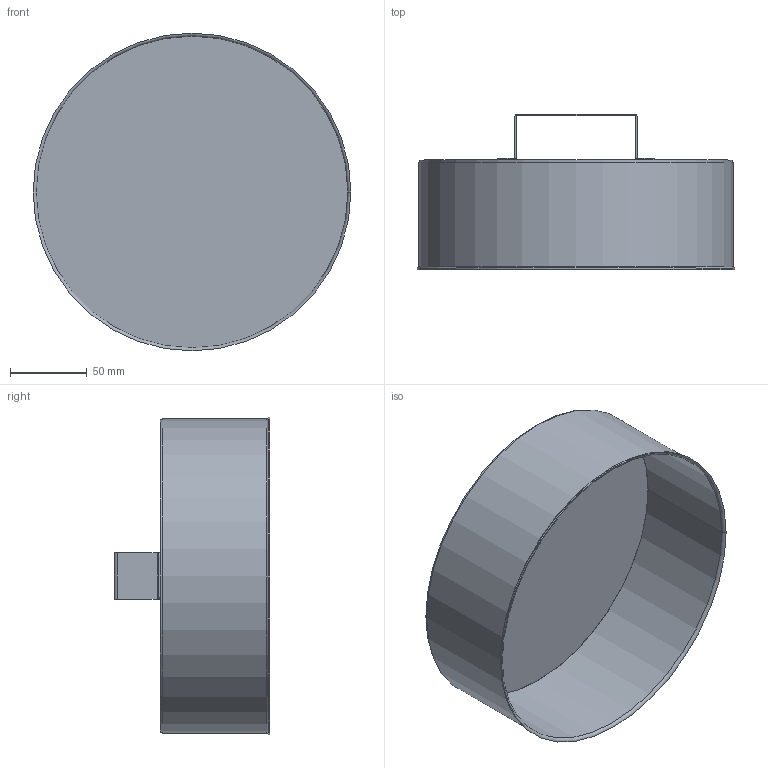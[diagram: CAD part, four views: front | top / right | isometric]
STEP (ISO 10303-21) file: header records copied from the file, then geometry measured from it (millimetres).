
FILE_DESCRIPTION(/* description */ ('Rondell'),/* implementation_level */ '2;1');
FILE_NAME(/* name */ 'HÄLMHH-3.stp',/* time_stamp */ '2016-04-29T08:21:06+02:00',/* author */ ('John'),/* organization */ (''),/* preprocessor_version */ 'ST-DEVELOPER v15.6',/* originating_system */ 'Autodesk Inventor 2015',/* authorisation */ '');
FILE_SCHEMA (('AUTOMOTIVE_DESIGN { 1 0 10303 214 3 1 1 }'));
Length unit declared in the file: millimetre
Products named in the file (4): HÄLMHH-AA-3; HÄLMHH-AB-3; HÄLHH-AC; HÄLMHH-3
Bounding box: 207.2 x 101.5 x 207.2 mm (x, y, z)
Volume: 98601.3 mm3; surface area: 167473.5 mm2
Topology: 3 solids, 3 shells, 57 faces, 119 edges, 68 vertices
Faces by surface type: plane 37, cylinder 18, torus 2
Full cylindrical faces by diameter (mm): 5.5 x2, 203.2 x1, 203.5 x1, 205.2 x1, 207.2 x1
Entity records: 1569 total; most frequent: DIRECTION 282, CARTESIAN_POINT 244, ORIENTED_EDGE 228, EDGE_CURVE 114, AXIS2_PLACEMENT_3D 104, LINE 74, VECTOR 74, VERTEX_POINT 66
